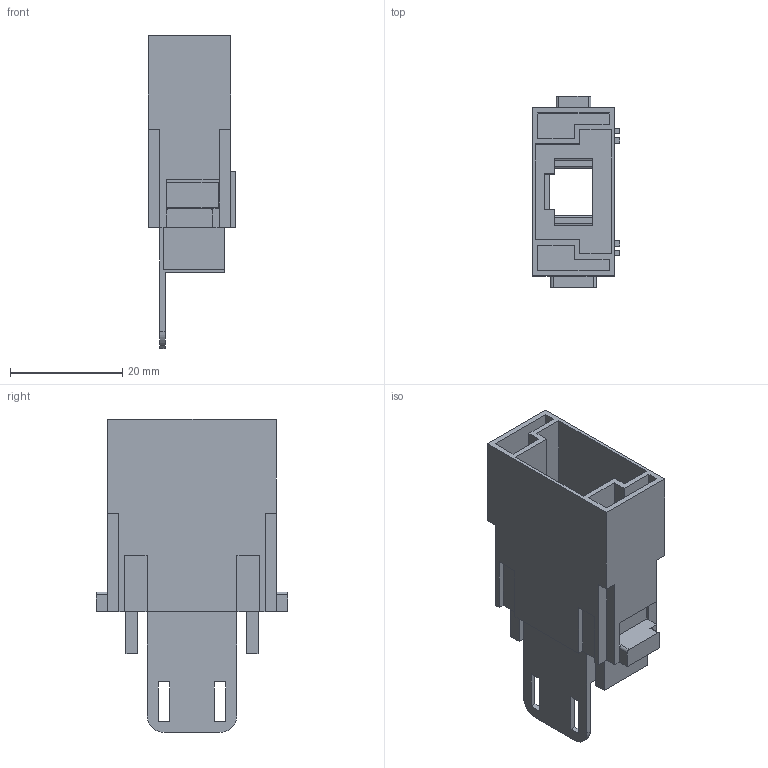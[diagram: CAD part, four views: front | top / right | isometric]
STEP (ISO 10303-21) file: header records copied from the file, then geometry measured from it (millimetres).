
FILE_DESCRIPTION(('Creo Elements/Direct Modeling STEP Export'),'2;1');
FILE_NAME('CX_01_J8M.stp','2014-01-27T15:27:31',(''),(''),'Creo Elements/Direct Modeling STEP processor for AP214 (Solid Model)','Creo Elements/Direct Modeling 18.0B 02-Dec-2011 (C) Parametric Technology GmbH','');
FILE_SCHEMA(('AUTOMOTIVE_DESIGN { 1 0 10303 214 1 1 1 1 }'));
Length unit declared in the file: millimetre
Products named in the file (2): CX_01_J8M
Assembly tree (1 placements, depth 2):
  CX_01_J8M
    CX_01_J8M
Bounding box: 15.6 x 34 x 55.7 mm (x, y, z)
Volume: 7768.9 mm3; surface area: 9866.1 mm2
Topology: 1 solids, 1 shells, 221 faces, 621 edges, 410 vertices
Faces by surface type: plane 197, cylinder 15, extrusion 9
Entity records: 8483 total; most frequent: CARTESIAN_POINT 1464, ORIENTED_EDGE 1242, DIRECTION 1023, EDGE_CURVE 621, VECTOR 563, LINE 554, VERTEX_POINT 410, EDGE_LOOP 239
